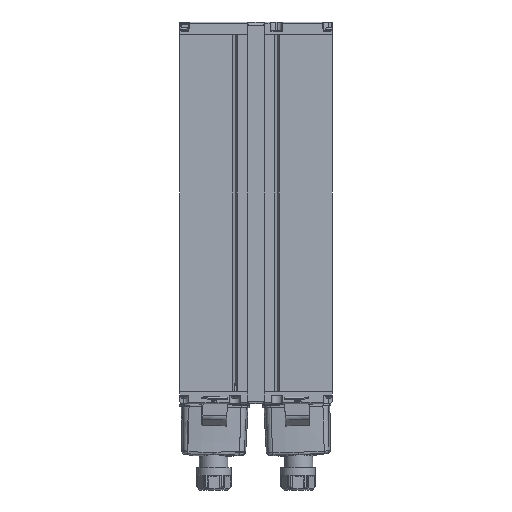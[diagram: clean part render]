
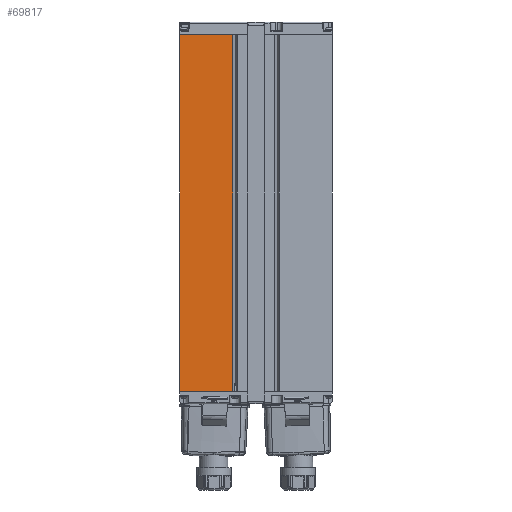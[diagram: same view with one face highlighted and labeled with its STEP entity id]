
A CAD part, front view. The second image highlights one B-rep face of the part: STEP entity #69817.
In plain terms, the highlighted planar face has unit normal (0, -1, 0).
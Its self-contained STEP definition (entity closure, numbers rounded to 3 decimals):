
#10692 = CARTESIAN_POINT ( 'NONE',  ( -60., -20., -140. ) ) ;
#19673 = LINE ( 'NONE', #162098, #57062 ) ;
#25493 = EDGE_CURVE ( 'NONE', #39419, #168452, #116491, .T. ) ;
#25733 = FACE_OUTER_BOUND ( 'NONE', #216289, .T. ) ;
#27911 = VECTOR ( 'NONE', #198403, 1000. ) ;
#29348 = EDGE_CURVE ( 'NONE', #199033, #39419, #214013, .T. ) ;
#32606 = DIRECTION ( 'NONE',  ( -1., 0., 0. ) ) ;
#39419 = VERTEX_POINT ( 'NONE', #10692 ) ;
#53683 = ORIENTED_EDGE ( 'NONE', *, *, #248170, .T. ) ;
#57062 = VECTOR ( 'NONE', #65250, 1000. ) ;
#65250 = DIRECTION ( 'NONE',  ( 0., 0., 1. ) ) ;
#69817 = ADVANCED_FACE ( 'NONE', ( #25733 ), #107704, .F. ) ;
#73177 = CARTESIAN_POINT ( 'NONE',  ( -18.376, -20., -140. ) ) ;
#80653 = VERTEX_POINT ( 'NONE', #199268 ) ;
#96411 = CARTESIAN_POINT ( 'NONE',  ( -60., -20., -140. ) ) ;
#100366 = CARTESIAN_POINT ( 'NONE',  ( -60., -20., 140. ) ) ;
#107704 = PLANE ( 'NONE',  #236262 ) ;
#116491 = LINE ( 'NONE', #96411, #27911 ) ;
#118460 = DIRECTION ( 'NONE',  ( 0., 1., 0. ) ) ;
#119616 = ORIENTED_EDGE ( 'NONE', *, *, #25493, .F. ) ;
#130300 = CARTESIAN_POINT ( 'NONE',  ( 0., -20., 140. ) ) ;
#132908 = LINE ( 'NONE', #130300, #179269 ) ;
#137258 = CARTESIAN_POINT ( 'NONE',  ( 0., -20., -140. ) ) ;
#145159 = ORIENTED_EDGE ( 'NONE', *, *, #173123, .T. ) ;
#154406 = DIRECTION ( 'NONE',  ( -1., 0., 0. ) ) ;
#157573 = CARTESIAN_POINT ( 'NONE',  ( 0., -20., -140. ) ) ;
#160059 = DIRECTION ( 'NONE',  ( 1., 0., 0. ) ) ;
#162098 = CARTESIAN_POINT ( 'NONE',  ( -18.376, -20., -140. ) ) ;
#168452 = VERTEX_POINT ( 'NONE', #100366 ) ;
#173123 = EDGE_CURVE ( 'NONE', #80653, #168452, #132908, .T. ) ;
#179269 = VECTOR ( 'NONE', #154406, 1000. ) ;
#198403 = DIRECTION ( 'NONE',  ( 0., 0., 1. ) ) ;
#199033 = VERTEX_POINT ( 'NONE', #73177 ) ;
#199268 = CARTESIAN_POINT ( 'NONE',  ( -18.376, -20., 140. ) ) ;
#214013 = LINE ( 'NONE', #157573, #224754 ) ;
#216289 = EDGE_LOOP ( 'NONE', ( #145159, #119616, #248335, #53683 ) ) ;
#224754 = VECTOR ( 'NONE', #32606, 1000. ) ;
#236262 = AXIS2_PLACEMENT_3D ( 'NONE', #137258, #118460, #160059 ) ;
#248170 = EDGE_CURVE ( 'NONE', #199033, #80653, #19673, .T. ) ;
#248335 = ORIENTED_EDGE ( 'NONE', *, *, #29348, .F. ) ;
